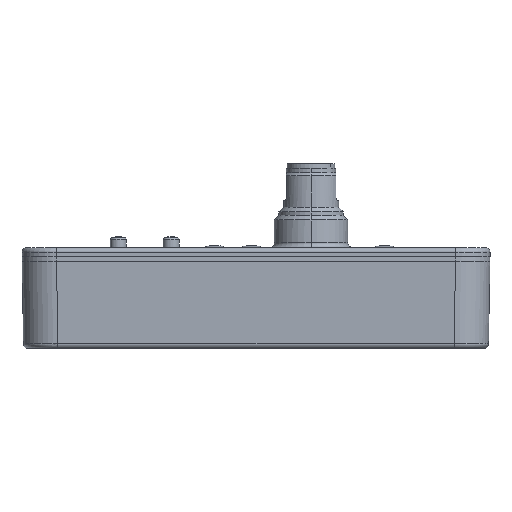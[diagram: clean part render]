
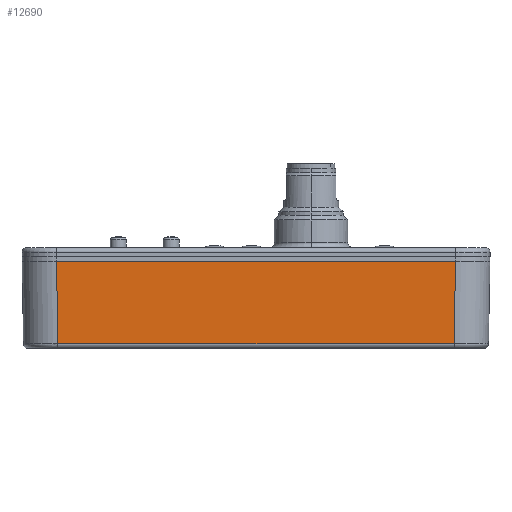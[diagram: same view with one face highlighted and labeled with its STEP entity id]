
A CAD part, front view. The second image highlights one B-rep face of the part: STEP entity #12690.
In plain terms, the highlighted planar face has unit normal (0, -1, -0.018).
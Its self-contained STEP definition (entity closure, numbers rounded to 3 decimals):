
#11834=DIRECTION('',(1.,0.,0.));
#11835=VECTOR('',#11834,86.338);
#11836=CARTESIAN_POINT('',(-43.169,-11.168,
-9.017));
#11837=LINE('',#11836,#11835);
#12103=DIRECTION('',(1.,0.,0.));
#12104=VECTOR('',#12103,86.967);
#12105=CARTESIAN_POINT('',(-43.484,-11.483,
9.));
#12106=LINE('',#12105,#12104);
#12110=DIRECTION('',(-0.017,0.017,-1.));
#12111=VECTOR('',#12110,18.023);
#12112=CARTESIAN_POINT('',(43.484,-11.483,
9.));
#12113=LINE('',#12112,#12111);
#12117=DIRECTION('',(-0.017,-0.017,1.));
#12118=VECTOR('',#12117,18.023);
#12119=CARTESIAN_POINT('',(-43.169,-11.168,
-9.017));
#12120=LINE('',#12119,#12118);
#12170=CARTESIAN_POINT('',(-43.484,-11.483,
9.));
#12324=CARTESIAN_POINT('',(43.169,-11.168,
-9.017));
#12325=VERTEX_POINT('',#12324);
#12326=CARTESIAN_POINT('',(-43.169,-11.168,
-9.017));
#12327=VERTEX_POINT('',#12326);
#12342=VERTEX_POINT('',#12170);
#12343=CARTESIAN_POINT('',(43.484,-11.483,
9.));
#12344=VERTEX_POINT('',#12343);
#12677=CARTESIAN_POINT('',(-53.38,-11.5,10.));
#12678=DIRECTION('',(0.,-1.,-0.017));
#12679=DIRECTION('',(1.,0.,0.));
#12680=AXIS2_PLACEMENT_3D('',#12677,#12678,#12679);
#12681=PLANE('',#12680);
#12683=ORIENTED_EDGE('',*,*,#12682,.T.);
#12684=ORIENTED_EDGE('',*,*,#12672,.T.);
#12685=ORIENTED_EDGE('',*,*,#12448,.F.);
#12687=ORIENTED_EDGE('',*,*,#12686,.T.);
#12688=EDGE_LOOP('',(#12683,#12684,#12685,#12687));
#12689=FACE_OUTER_BOUND('',#12688,.F.);
#12690=ADVANCED_FACE('',(#12689),#12681,.T.);
#12448=EDGE_CURVE('',#12327,#12325,#11837,.T.);
#12672=EDGE_CURVE('',#12344,#12325,#12113,.T.);
#12682=EDGE_CURVE('',#12342,#12344,#12106,.T.);
#12686=EDGE_CURVE('',#12327,#12342,#12120,.T.);
